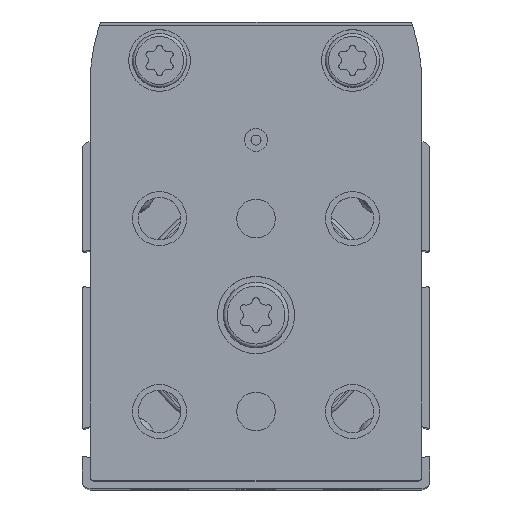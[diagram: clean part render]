
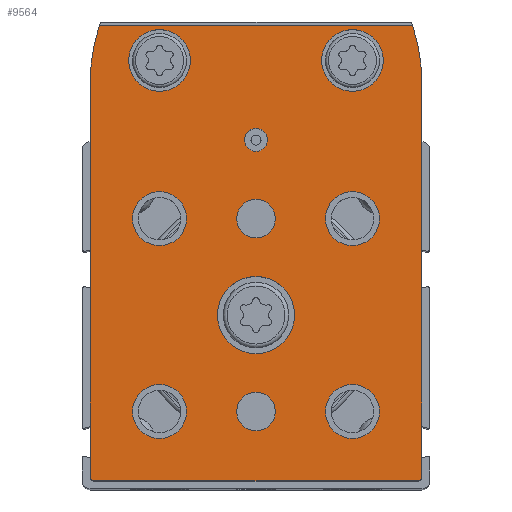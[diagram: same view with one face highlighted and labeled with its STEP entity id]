
A CAD part, top view. The second image highlights one B-rep face of the part: STEP entity #9564.
In plain terms, the highlighted planar face has unit normal (0, 0, 1).
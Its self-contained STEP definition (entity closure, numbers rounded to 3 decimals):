
#496=CIRCLE('',#10380,24.);
#498=CIRCLE('',#10384,0.5);
#500=CIRCLE('',#10388,0.5);
#502=CIRCLE('',#10392,24.);
#503=CIRCLE('',#10395,4.);
#504=CIRCLE('',#10396,4.);
#505=CIRCLE('',#10397,2.5);
#506=CIRCLE('',#10398,2.5);
#507=CIRCLE('',#10399,5.);
#508=CIRCLE('',#10400,3.5);
#509=CIRCLE('',#10401,3.5);
#510=CIRCLE('',#10402,3.5);
#511=CIRCLE('',#10403,3.5);
#512=CIRCLE('',#10404,1.5);
#2082=ORIENTED_EDGE('',*,*,#3738,.T.);
#2083=ORIENTED_EDGE('',*,*,#3739,.T.);
#2084=ORIENTED_EDGE('',*,*,#3740,.F.);
#2085=ORIENTED_EDGE('',*,*,#3741,.F.);
#2086=ORIENTED_EDGE('',*,*,#3742,.T.);
#2087=ORIENTED_EDGE('',*,*,#3743,.T.);
#2088=ORIENTED_EDGE('',*,*,#3744,.T.);
#2089=ORIENTED_EDGE('',*,*,#3745,.T.);
#2090=ORIENTED_EDGE('',*,*,#3746,.T.);
#2091=ORIENTED_EDGE('',*,*,#3747,.F.);
#2092=ORIENTED_EDGE('',*,*,#3714,.T.);
#2093=ORIENTED_EDGE('',*,*,#3718,.T.);
#2094=ORIENTED_EDGE('',*,*,#3721,.T.);
#2095=ORIENTED_EDGE('',*,*,#3724,.T.);
#2096=ORIENTED_EDGE('',*,*,#3727,.T.);
#2097=ORIENTED_EDGE('',*,*,#3730,.T.);
#2098=ORIENTED_EDGE('',*,*,#3733,.T.);
#2099=ORIENTED_EDGE('',*,*,#3737,.T.);
#3714=EDGE_CURVE('',#4653,#4652,#496,.T.);
#3718=EDGE_CURVE('',#4652,#4655,#5279,.T.);
#3721=EDGE_CURVE('',#4655,#4657,#498,.T.);
#3724=EDGE_CURVE('',#4657,#4659,#5283,.T.);
#3727=EDGE_CURVE('',#4659,#4661,#500,.T.);
#3730=EDGE_CURVE('',#4661,#4663,#5287,.T.);
#3733=EDGE_CURVE('',#4663,#4665,#502,.T.);
#3737=EDGE_CURVE('',#4665,#4653,#5292,.T.);
#3738=EDGE_CURVE('',#4666,#4666,#503,.T.);
#3739=EDGE_CURVE('',#4667,#4667,#504,.T.);
#3740=EDGE_CURVE('',#4668,#4668,#505,.T.);
#3741=EDGE_CURVE('',#4669,#4669,#506,.T.);
#3742=EDGE_CURVE('',#4670,#4670,#507,.T.);
#3743=EDGE_CURVE('',#4671,#4671,#508,.T.);
#3744=EDGE_CURVE('',#4672,#4672,#509,.T.);
#3745=EDGE_CURVE('',#4673,#4673,#510,.T.);
#3746=EDGE_CURVE('',#4674,#4674,#511,.T.);
#3747=EDGE_CURVE('',#4675,#4675,#512,.T.);
#4652=VERTEX_POINT('',#14913);
#4653=VERTEX_POINT('',#14915);
#4655=VERTEX_POINT('',#14921);
#4657=VERTEX_POINT('',#14927);
#4659=VERTEX_POINT('',#14933);
#4661=VERTEX_POINT('',#14939);
#4663=VERTEX_POINT('',#14945);
#4665=VERTEX_POINT('',#14951);
#4666=VERTEX_POINT('',#14960);
#4667=VERTEX_POINT('',#14962);
#4668=VERTEX_POINT('',#14964);
#4669=VERTEX_POINT('',#14966);
#4670=VERTEX_POINT('',#14968);
#4671=VERTEX_POINT('',#14970);
#4672=VERTEX_POINT('',#14972);
#4673=VERTEX_POINT('',#14974);
#4674=VERTEX_POINT('',#14976);
#4675=VERTEX_POINT('',#14978);
#5279=LINE('',#14922,#5792);
#5283=LINE('',#14934,#5796);
#5287=LINE('',#14946,#5800);
#5292=LINE('',#14957,#5805);
#5792=VECTOR('',#12272,1000.);
#5796=VECTOR('',#12284,1000.);
#5800=VECTOR('',#12296,1000.);
#5805=VECTOR('',#12309,1000.);
#6365=EDGE_LOOP('',(#2082));
#6366=EDGE_LOOP('',(#2083));
#6367=EDGE_LOOP('',(#2084));
#6368=EDGE_LOOP('',(#2085));
#6369=EDGE_LOOP('',(#2086));
#6370=EDGE_LOOP('',(#2087));
#6371=EDGE_LOOP('',(#2088));
#6372=EDGE_LOOP('',(#2089));
#6373=EDGE_LOOP('',(#2090));
#6374=EDGE_LOOP('',(#2091));
#6375=EDGE_LOOP('',(#2092,#2093,#2094,#2095,#2096,#2097,#2098,#2099));
#7131=FACE_BOUND('',#6365,.T.);
#7132=FACE_BOUND('',#6366,.T.);
#7133=FACE_BOUND('',#6367,.T.);
#7134=FACE_BOUND('',#6368,.T.);
#7135=FACE_BOUND('',#6369,.T.);
#7136=FACE_BOUND('',#6370,.T.);
#7137=FACE_BOUND('',#6371,.T.);
#7138=FACE_BOUND('',#6372,.T.);
#7139=FACE_BOUND('',#6373,.T.);
#7140=FACE_BOUND('',#6374,.T.);
#7141=FACE_BOUND('',#6375,.T.);
#7641=PLANE('',#10394);
#9564=ADVANCED_FACE('',(#7131,#7132,#7133,#7134,#7135,#7136,#7137,#7138,
#7139,#7140,#7141),#7641,.T.);
#10380=AXIS2_PLACEMENT_3D('',#14914,#12265,#12266);
#10384=AXIS2_PLACEMENT_3D('',#14928,#12278,#12279);
#10388=AXIS2_PLACEMENT_3D('',#14940,#12290,#12291);
#10392=AXIS2_PLACEMENT_3D('',#14952,#12302,#12303);
#10394=AXIS2_PLACEMENT_3D('',#14958,#12310,#12311);
#10395=AXIS2_PLACEMENT_3D('',#14959,#12312,#12313);
#10396=AXIS2_PLACEMENT_3D('',#14961,#12314,#12315);
#10397=AXIS2_PLACEMENT_3D('',#14963,#12316,#12317);
#10398=AXIS2_PLACEMENT_3D('',#14965,#12318,#12319);
#10399=AXIS2_PLACEMENT_3D('',#14967,#12320,#12321);
#10400=AXIS2_PLACEMENT_3D('',#14969,#12322,#12323);
#10401=AXIS2_PLACEMENT_3D('',#14971,#12324,#12325);
#10402=AXIS2_PLACEMENT_3D('',#14973,#12326,#12327);
#10403=AXIS2_PLACEMENT_3D('',#14975,#12328,#12329);
#10404=AXIS2_PLACEMENT_3D('',#14977,#12330,#12331);
#12265=DIRECTION('',(0.,0.,1.));
#12266=DIRECTION('',(1.,0.,0.));
#12272=DIRECTION('',(0.,-1.,0.));
#12278=DIRECTION('',(0.,0.,1.));
#12279=DIRECTION('',(1.,0.,0.));
#12284=DIRECTION('',(1.,0.,0.));
#12290=DIRECTION('',(0.,0.,1.));
#12291=DIRECTION('',(1.,0.,0.));
#12296=DIRECTION('',(0.,1.,0.));
#12302=DIRECTION('',(0.,0.,1.));
#12303=DIRECTION('',(1.,0.,0.));
#12309=DIRECTION('',(-1.,0.,0.));
#12310=DIRECTION('',(0.,0.,1.));
#12311=DIRECTION('',(1.,0.,0.));
#12312=DIRECTION('',(0.,0.,-1.));
#12313=DIRECTION('',(-1.,0.,0.));
#12314=DIRECTION('',(0.,0.,-1.));
#12315=DIRECTION('',(-1.,0.,0.));
#12316=DIRECTION('',(0.,0.,1.));
#12317=DIRECTION('',(1.,0.,0.));
#12318=DIRECTION('',(0.,0.,1.));
#12319=DIRECTION('',(1.,0.,0.));
#12320=DIRECTION('',(0.,0.,-1.));
#12321=DIRECTION('',(-1.,0.,0.));
#12322=DIRECTION('',(0.,0.,-1.));
#12323=DIRECTION('',(-1.,0.,0.));
#12324=DIRECTION('',(0.,0.,-1.));
#12325=DIRECTION('',(-1.,0.,0.));
#12326=DIRECTION('',(0.,0.,-1.));
#12327=DIRECTION('',(-1.,0.,0.));
#12328=DIRECTION('',(0.,0.,-1.));
#12329=DIRECTION('',(-1.,0.,0.));
#12330=DIRECTION('',(0.,0.,1.));
#12331=DIRECTION('',(1.,0.,0.));
#14913=CARTESIAN_POINT('',(-21.5,30.,10.));
#14914=CARTESIAN_POINT('',(2.5,30.,10.));
#14915=CARTESIAN_POINT('',(-20.298,37.5,10.));
#14921=CARTESIAN_POINT('',(-21.5,-21.,10.));
#14922=CARTESIAN_POINT('',(-21.5,30.,10.));
#14927=CARTESIAN_POINT('',(-21.,-21.5,10.));
#14928=CARTESIAN_POINT('',(-21.,-21.,10.));
#14933=CARTESIAN_POINT('',(21.,-21.5,10.));
#14934=CARTESIAN_POINT('',(-21.,-21.5,10.));
#14939=CARTESIAN_POINT('',(21.5,-21.,10.));
#14940=CARTESIAN_POINT('',(21.,-21.,10.));
#14945=CARTESIAN_POINT('',(21.5,30.,10.));
#14946=CARTESIAN_POINT('',(21.5,-21.,10.));
#14951=CARTESIAN_POINT('',(20.298,37.5,10.));
#14952=CARTESIAN_POINT('',(-2.5,30.,10.));
#14957=CARTESIAN_POINT('',(20.298,37.5,10.));
#14958=CARTESIAN_POINT('',(2.5,30.,10.));
#14959=CARTESIAN_POINT('',(12.5,33.,10.));
#14960=CARTESIAN_POINT('',(8.5,33.,10.));
#14961=CARTESIAN_POINT('',(-12.5,33.,10.));
#14962=CARTESIAN_POINT('',(-16.5,33.,10.));
#14963=CARTESIAN_POINT('',(0.,-12.5,10.));
#14964=CARTESIAN_POINT('',(2.5,-12.5,10.));
#14965=CARTESIAN_POINT('',(0.,12.5,10.));
#14966=CARTESIAN_POINT('',(2.5,12.5,10.));
#14967=CARTESIAN_POINT('',(0.,0.,10.));
#14968=CARTESIAN_POINT('',(-5.,0.,10.));
#14969=CARTESIAN_POINT('',(12.5,-12.5,10.));
#14970=CARTESIAN_POINT('',(9.,-12.5,10.));
#14971=CARTESIAN_POINT('',(-12.5,12.5,10.));
#14972=CARTESIAN_POINT('',(-16.,12.5,10.));
#14973=CARTESIAN_POINT('',(-12.5,-12.5,10.));
#14974=CARTESIAN_POINT('',(-16.,-12.5,10.));
#14975=CARTESIAN_POINT('',(12.5,12.5,10.));
#14976=CARTESIAN_POINT('',(9.,12.5,10.));
#14977=CARTESIAN_POINT('',(0.,22.7,10.));
#14978=CARTESIAN_POINT('',(1.5,22.7,10.));
